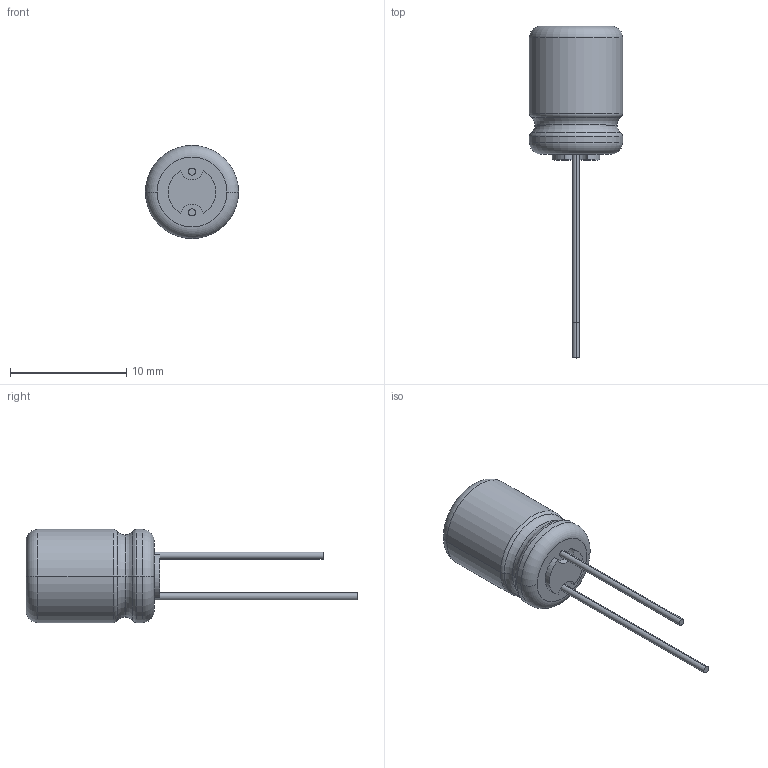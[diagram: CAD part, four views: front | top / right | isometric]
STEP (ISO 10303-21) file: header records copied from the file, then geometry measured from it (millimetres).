
FILE_DESCRIPTION (( 'STEP AP214' ), '1' );
FILE_NAME ('ECA1HM101.STEP', '2020-03-30T16:23:03', ( '' ), ( '' ), 'SwSTEP 2.0', 'SolidWorks 2017', '' );
FILE_SCHEMA (( 'AUTOMOTIVE_DESIGN' ));
Length unit declared in the file: millimetre
Products named in the file (1): ECA1HM101
Bounding box: 8 x 28.5 x 8 mm (x, y, z)
Volume: 541.1 mm3; surface area: 487.6 mm2
Topology: 4 solids, 4 shells, 51 faces, 109 edges, 68 vertices
Faces by surface type: plane 22, cylinder 17, torus 12
Entity records: 1456 total; most frequent: DIRECTION 277, CARTESIAN_POINT 229, ORIENTED_EDGE 218, AXIS2_PLACEMENT_3D 116, EDGE_CURVE 109, VERTEX_POINT 68, CIRCLE 64, EDGE_LOOP 53
